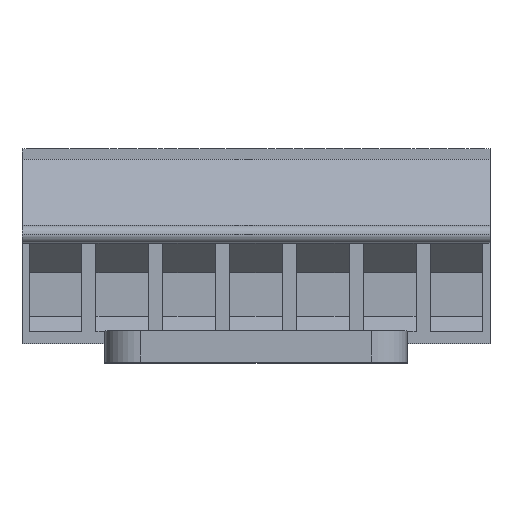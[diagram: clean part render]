
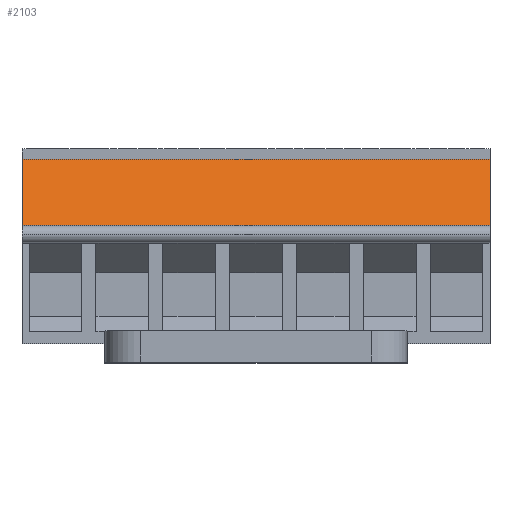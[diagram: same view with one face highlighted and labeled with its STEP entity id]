
A CAD part, top view. The second image highlights one B-rep face of the part: STEP entity #2103.
In plain terms, the highlighted planar face has unit normal (0, 0.359, 0.933).
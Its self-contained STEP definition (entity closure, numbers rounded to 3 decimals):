
#2090=AXIS2_PLACEMENT_3D('Plane Axis2P3D',#2087,#2088,#2089) ;
#1930=CARTESIAN_POINT('Vertex',(0.,7.83,14.85)) ;
#1933=CARTESIAN_POINT('Line Origine',(0.,9.715,14.125)) ;
#1937=CARTESIAN_POINT('Vertex',(0.,11.6,13.4)) ;
#1994=CARTESIAN_POINT('Vertex',(26.67,11.6,13.4)) ;
#1997=CARTESIAN_POINT('Line Origine',(26.67,9.715,14.125)) ;
#2001=CARTESIAN_POINT('Vertex',(26.67,7.83,14.85)) ;
#2075=CARTESIAN_POINT('Line Origine',(13.335,11.6,13.4)) ;
#2087=CARTESIAN_POINT('Axis2P3D Location',(0.,7.83,14.85)) ;
#2092=CARTESIAN_POINT('Line Origine',(13.335,7.83,14.85)) ;
#1934=DIRECTION('Vector Direction',(0.,0.933,-0.359)) ;
#1998=DIRECTION('Vector Direction',(0.,0.933,-0.359)) ;
#2076=DIRECTION('Vector Direction',(1.,0.,0.)) ;
#2088=DIRECTION('Axis2P3D Direction',(0.,-0.359,-0.933)) ;
#2089=DIRECTION('Axis2P3D XDirection',(0.,0.933,-0.359)) ;
#2093=DIRECTION('Vector Direction',(1.,0.,0.)) ;
#1935=VECTOR('Line Direction',#1934,1.) ;
#1999=VECTOR('Line Direction',#1998,1.) ;
#2077=VECTOR('Line Direction',#2076,1.) ;
#2094=VECTOR('Line Direction',#2093,1.) ;
#2098=ORIENTED_EDGE('',*,*,#2003,.T.) ;
#2099=ORIENTED_EDGE('',*,*,#2079,.F.) ;
#2100=ORIENTED_EDGE('',*,*,#1939,.T.) ;
#2101=ORIENTED_EDGE('',*,*,#2096,.T.) ;
#2103=ADVANCED_FACE('HOUSING',(#2102),#2091,.F.) ;
#1939=EDGE_CURVE('',#1938,#1931,#1936,.F.) ;
#2003=EDGE_CURVE('',#2002,#1995,#2000,.T.) ;
#2079=EDGE_CURVE('',#1938,#1995,#2078,.T.) ;
#2096=EDGE_CURVE('',#1931,#2002,#2095,.T.) ;
#2097=EDGE_LOOP('',(#2098,#2099,#2100,#2101)) ;
#2102=FACE_OUTER_BOUND('',#2097,.T.) ;
#1936=LINE('Line',#1933,#1935) ;
#2000=LINE('Line',#1997,#1999) ;
#2078=LINE('Line',#2075,#2077) ;
#2095=LINE('Line',#2092,#2094) ;
#2091=PLANE('',#2090) ;
#1931=VERTEX_POINT('',#1930) ;
#1938=VERTEX_POINT('',#1937) ;
#1995=VERTEX_POINT('',#1994) ;
#2002=VERTEX_POINT('',#2001) ;
